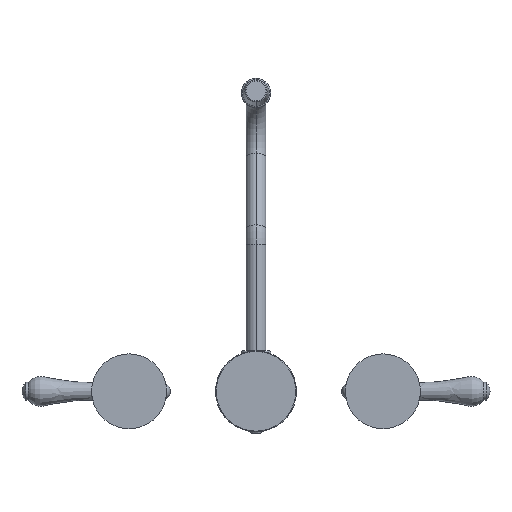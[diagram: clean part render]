
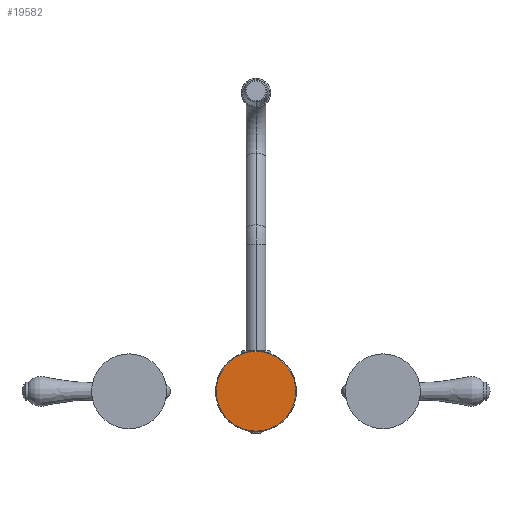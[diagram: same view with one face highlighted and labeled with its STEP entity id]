
A CAD part, front view. The second image highlights one B-rep face of the part: STEP entity #19582.
In plain terms, the highlighted planar face has unit normal (0, -1, 0).
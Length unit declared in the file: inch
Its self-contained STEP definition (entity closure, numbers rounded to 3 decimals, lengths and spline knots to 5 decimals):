
#17439=CARTESIAN_POINT('',(0.,0.,0.));
#17440=DIRECTION('',(0.,-1.,0.));
#17441=DIRECTION('',(1.,0.,0.));
#17442=AXIS2_PLACEMENT_3D('',#17439,#17440,#17441);
#17462=CARTESIAN_POINT('',(0.,0.,0.));
#17463=DIRECTION('',(0.,1.,0.));
#17464=DIRECTION('',(1.,0.,0.));
#17465=AXIS2_PLACEMENT_3D('',#17462,#17463,#17464);
#17859=CARTESIAN_POINT('',(1.255,0.,0.));
#17860=CARTESIAN_POINT('',(-1.255,0.,0.));
#17861=VERTEX_POINT('',#17859);
#17862=VERTEX_POINT('',#17860);
#19573=CARTESIAN_POINT('',(0.,0.,0.));
#19574=DIRECTION('',(0.,-1.,0.));
#19575=DIRECTION('',(-1.,0.,0.));
#19576=AXIS2_PLACEMENT_3D('',#19573,#19574,#19575);
#19577=PLANE('',#19576);
#19578=ORIENTED_EDGE('',*,*,#19553,.F.);
#19579=ORIENTED_EDGE('',*,*,#19567,.T.);
#19580=EDGE_LOOP('',(#19578,#19579));
#19581=FACE_OUTER_BOUND('',#19580,.F.);
#17443=CIRCLE('',#17442,1.255);
#17466=CIRCLE('',#17465,1.255);
#19553=EDGE_CURVE('',#17861,#17862,#17443,.T.);
#19567=EDGE_CURVE('',#17861,#17862,#17466,.T.);
#19582=ADVANCED_FACE('',(#19581),#19577,.T.);
